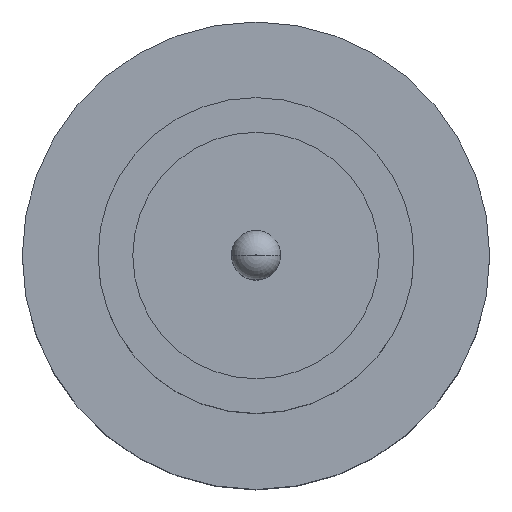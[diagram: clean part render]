
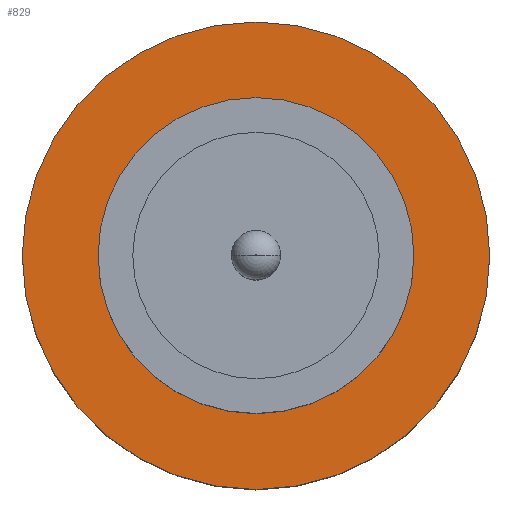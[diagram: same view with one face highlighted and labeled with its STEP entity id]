
A CAD part, top view. The second image highlights one B-rep face of the part: STEP entity #829.
In plain terms, the highlighted planar face has unit normal (0, 0, 1).
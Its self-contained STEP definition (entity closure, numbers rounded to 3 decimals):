
#38 = DIRECTION ( 'NONE',  ( 0., 0., 1. ) ) ;
#88 = CARTESIAN_POINT ( 'NONE',  ( -1.25, 0., 1.55 ) ) ;
#99 = EDGE_CURVE ( 'NONE', #256, #269, #845, .T. ) ;
#106 = DIRECTION ( 'NONE',  ( 1., 0., 0. ) ) ;
#110 = EDGE_CURVE ( 'NONE', #269, #256, #661, .T. ) ;
#120 = DIRECTION ( 'NONE',  ( 0., 0., 1. ) ) ;
#130 = CARTESIAN_POINT ( 'NONE',  ( 0., 0., 1.55 ) ) ;
#162 = DIRECTION ( 'NONE',  ( 0., 0., 1. ) ) ;
#206 = AXIS2_PLACEMENT_3D ( 'NONE', #780, #162, #849 ) ;
#256 = VERTEX_POINT ( 'NONE', #288 ) ;
#269 = VERTEX_POINT ( 'NONE', #497 ) ;
#280 = VERTEX_POINT ( 'NONE', #551 ) ;
#288 = CARTESIAN_POINT ( 'NONE',  ( 1.85, 0., 1.55 ) ) ;
#295 = AXIS2_PLACEMENT_3D ( 'NONE', #130, #120, #632 ) ;
#315 = ORIENTED_EDGE ( 'NONE', *, *, #568, .F. ) ;
#358 = FACE_OUTER_BOUND ( 'NONE', #742, .T. ) ;
#375 = FACE_BOUND ( 'NONE', #641, .T. ) ;
#392 = AXIS2_PLACEMENT_3D ( 'NONE', #685, #544, #532 ) ;
#399 = PLANE ( 'NONE',  #295 ) ;
#471 = CIRCLE ( 'NONE', #495, 1.25 ) ;
#481 = DIRECTION ( 'NONE',  ( 0., 0., 1. ) ) ;
#495 = AXIS2_PLACEMENT_3D ( 'NONE', #668, #38, #106 ) ;
#497 = CARTESIAN_POINT ( 'NONE',  ( -1.85, 0., 1.55 ) ) ;
#504 = CIRCLE ( 'NONE', #206, 1.25 ) ;
#532 = DIRECTION ( 'NONE',  ( 1., 0., 0. ) ) ;
#544 = DIRECTION ( 'NONE',  ( 0., 0., 1. ) ) ;
#551 = CARTESIAN_POINT ( 'NONE',  ( 1.25, 0., 1.55 ) ) ;
#568 = EDGE_CURVE ( 'NONE', #640, #280, #504, .T. ) ;
#604 = AXIS2_PLACEMENT_3D ( 'NONE', #900, #481, #811 ) ;
#632 = DIRECTION ( 'NONE',  ( 1., 0., 0. ) ) ;
#640 = VERTEX_POINT ( 'NONE', #88 ) ;
#641 = EDGE_LOOP ( 'NONE', ( #706, #315 ) ) ;
#661 = CIRCLE ( 'NONE', #392, 1.85 ) ;
#662 = ORIENTED_EDGE ( 'NONE', *, *, #110, .T. ) ;
#668 = CARTESIAN_POINT ( 'NONE',  ( 0., 0., 1.55 ) ) ;
#685 = CARTESIAN_POINT ( 'NONE',  ( 0., 0., 1.55 ) ) ;
#706 = ORIENTED_EDGE ( 'NONE', *, *, #776, .F. ) ;
#742 = EDGE_LOOP ( 'NONE', ( #662, #760 ) ) ;
#760 = ORIENTED_EDGE ( 'NONE', *, *, #99, .T. ) ;
#776 = EDGE_CURVE ( 'NONE', #280, #640, #471, .T. ) ;
#780 = CARTESIAN_POINT ( 'NONE',  ( 0., 0., 1.55 ) ) ;
#811 = DIRECTION ( 'NONE',  ( 1., 0., 0. ) ) ;
#829 = ADVANCED_FACE ( 'NONE', ( #375, #358 ), #399, .T. ) ;
#845 = CIRCLE ( 'NONE', #604, 1.85 ) ;
#849 = DIRECTION ( 'NONE',  ( 1., 0., 0. ) ) ;
#900 = CARTESIAN_POINT ( 'NONE',  ( 0., 0., 1.55 ) ) ;
